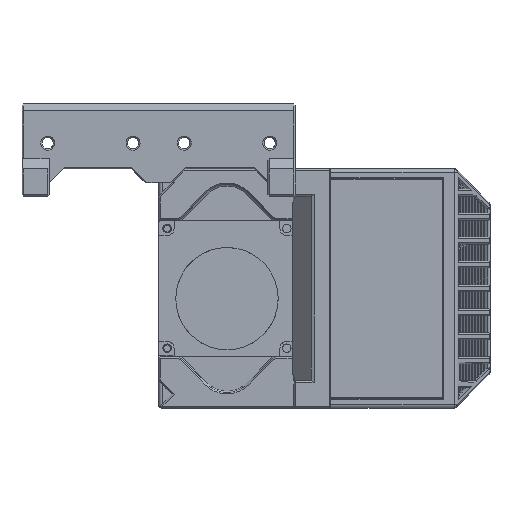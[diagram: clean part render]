
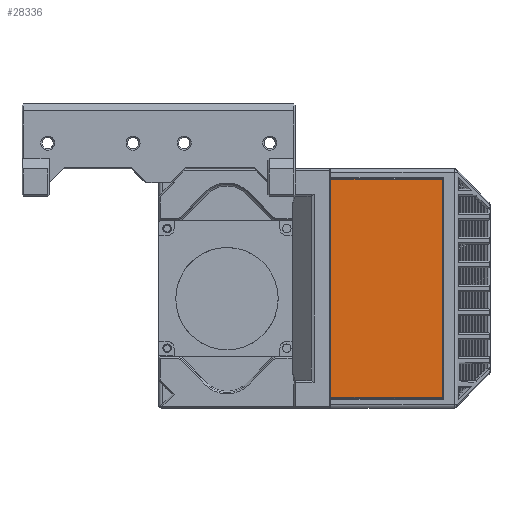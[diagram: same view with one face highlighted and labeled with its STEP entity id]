
A CAD part, top view. The second image highlights one B-rep face of the part: STEP entity #28336.
In plain terms, the highlighted planar face has unit normal (0, 0, 1).
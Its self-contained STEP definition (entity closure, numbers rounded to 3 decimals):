
#1731=PLANE('',#30140);
#3084=FACE_OUTER_BOUND('',#4722,.T.);
#4722=EDGE_LOOP('',(#26811,#26812,#26813,#26814));
#8126=LINE('',#46456,#11593);
#8140=LINE('',#46623,#11607);
#8163=LINE('',#47031,#11630);
#8189=LINE('',#47213,#11656);
#11593=VECTOR('',#36947,10.);
#11607=VECTOR('',#36967,10.);
#11630=VECTOR('',#37044,10.);
#11656=VECTOR('',#37158,10.);
#14561=VERTEX_POINT('',#46451);
#14562=VERTEX_POINT('',#46455);
#14576=VERTEX_POINT('',#46621);
#14613=VERTEX_POINT('',#47030);
#18568=EDGE_CURVE('',#14561,#14562,#8126,.T.);
#18591=EDGE_CURVE('',#14561,#14576,#8140,.T.);
#18646=EDGE_CURVE('',#14562,#14613,#8163,.T.);
#18696=EDGE_CURVE('',#14576,#14613,#8189,.T.);
#26811=ORIENTED_EDGE('',*,*,#18568,.F.);
#26812=ORIENTED_EDGE('',*,*,#18591,.T.);
#26813=ORIENTED_EDGE('',*,*,#18696,.T.);
#26814=ORIENTED_EDGE('',*,*,#18646,.F.);
#28336=ADVANCED_FACE('',(#3084),#1731,.T.);
#30140=AXIS2_PLACEMENT_3D('',#47215,#37161,#37162);
#36947=DIRECTION('',(0.,1.,0.));
#36967=DIRECTION('',(1.,0.,0.));
#37044=DIRECTION('',(1.,0.,0.));
#37158=DIRECTION('',(0.,1.,0.));
#37161=DIRECTION('center_axis',(0.,0.,1.));
#37162=DIRECTION('ref_axis',(0.,-1.,0.));
#46451=CARTESIAN_POINT('',(50.4,3.071,22.));
#46455=CARTESIAN_POINT('',(50.4,66.929,22.));
#46456=CARTESIAN_POINT('',(50.4,50.965,22.));
#46621=CARTESIAN_POINT('',(83.15,3.071,22.));
#46623=CARTESIAN_POINT('',(50.,3.071,22.));
#47030=CARTESIAN_POINT('',(83.15,66.929,22.));
#47031=CARTESIAN_POINT('',(50.,66.929,22.));
#47213=CARTESIAN_POINT('',(83.15,67.69,22.));
#47215=CARTESIAN_POINT('Origin',(50.,66.929,22.));
